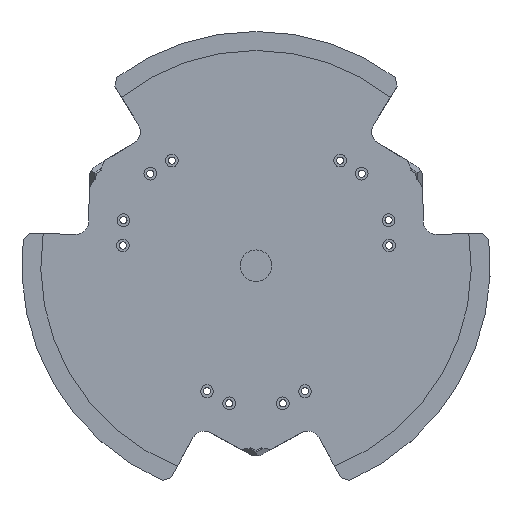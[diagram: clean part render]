
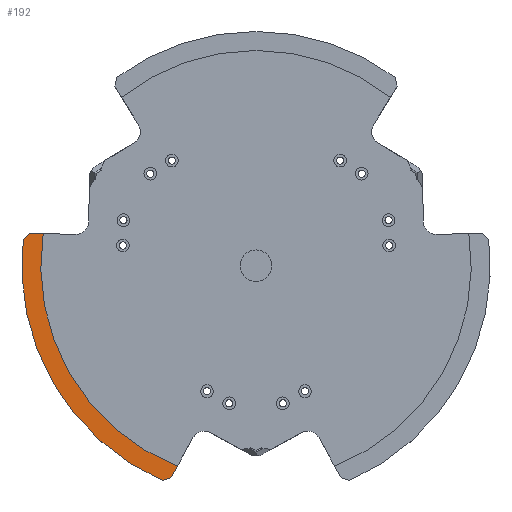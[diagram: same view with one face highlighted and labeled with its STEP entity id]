
A CAD part, top view. The second image highlights one B-rep face of the part: STEP entity #192.
In plain terms, the highlighted planar face has unit normal (0, 0, 1).
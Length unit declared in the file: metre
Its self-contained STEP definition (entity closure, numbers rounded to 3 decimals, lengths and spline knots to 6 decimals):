
#192=ADVANCED_FACE('0:7211',(#622),#623,.F.);
#622=FACE_OUTER_BOUND('',#1297,.T.);
#623=PLANE('',#1298);
#1297=EDGE_LOOP('',(#2684,#2685,#2686,#2687,#2688,#2689));
#1298=AXIS2_PLACEMENT_3D('',#2690,#2691,#2692);
#2684=ORIENTED_EDGE('',*,*,#4975,.T.);
#2685=ORIENTED_EDGE('',*,*,#4976,.T.);
#2686=ORIENTED_EDGE('',*,*,#4963,.T.);
#2687=ORIENTED_EDGE('',*,*,#4977,.T.);
#2688=ORIENTED_EDGE('',*,*,#4978,.T.);
#2689=ORIENTED_EDGE('',*,*,#4970,.F.);
#2690=CARTESIAN_POINT('',(0.0,0.0,-0.005));
#2691=DIRECTION('',(0.0,0.0,-1.0));
#2692=DIRECTION('',(0.0,-1.0,0.0));
#4963=EDGE_CURVE('0:8639',#6270,#6271,#6272,.T.);
#4970=EDGE_CURVE('0:8660',#6280,#6282,#6283,.T.);
#4975=EDGE_CURVE('0:8675',#6280,#6290,#6291,.T.);
#4976=EDGE_CURVE('0:8678',#6290,#6270,#6292,.T.);
#4977=EDGE_CURVE('0:8681',#6271,#6293,#6294,.T.);
#4978=EDGE_CURVE('0:8684',#6293,#6282,#6295,.T.);
#6270=VERTEX_POINT('NONE',#8115);
#6271=VERTEX_POINT('NONE',#8116);
#6272=CIRCLE('',#8117,0.136);
#6280=VERTEX_POINT('NONE',#8129);
#6282=VERTEX_POINT('NONE',#8132);
#6283=CIRCLE('',#8133,0.148);
#6290=VERTEX_POINT('NONE',#8143);
#6291=LINE('',#8144,#8145);
#6292=LINE('',#8146,#8147);
#6293=VERTEX_POINT('NONE',#8148);
#6294=LINE('',#8149,#8150);
#6295=LINE('',#8151,#8152);
#8115=CARTESIAN_POINT('',(-0.049658,-0.12661,-0.005));
#8116=CARTESIAN_POINT('',(-0.134476,0.0203,-0.005));
#8117=AXIS2_PLACEMENT_3D('',#9813,#9814,#9815);
#8129=CARTESIAN_POINT('',(-0.059162,-0.135661,-0.005));
#8132=CARTESIAN_POINT('',(-0.147067,0.016594,-0.005));
#8133=AXIS2_PLACEMENT_3D('',#9824,#9825,#9826);
#8143=CARTESIAN_POINT('',(-0.053734,-0.134069,-0.005));
#8144=CARTESIAN_POINT('',(0.031946,-0.108945,-0.005));
#8145=VECTOR('',#9833,1.0);
#8146=CARTESIAN_POINT('',(0.015044,-0.008222,-0.005));
#8147=VECTOR('',#9834,1.0);
#8148=CARTESIAN_POINT('',(-0.142974,0.0205,-0.005));
#8149=CARTESIAN_POINT('',(0.000402,0.017139,-0.005));
#8150=VECTOR('',#9835,1.0);
#8151=CARTESIAN_POINT('',(-0.078376,0.082139,-0.005));
#8152=VECTOR('',#9836,1.0);
#9813=CARTESIAN_POINT('',(0.0,0.0,-0.005));
#9814=DIRECTION('',(0.0,0.0,-1.0));
#9815=DIRECTION('',(0.0,1.0,0.0));
#9824=CARTESIAN_POINT('',(0.0,0.0,-0.005));
#9825=DIRECTION('',(0.0,0.0,-1.0));
#9826=DIRECTION('',(0.0,1.0,0.0));
#9833=DIRECTION('',(0.96,0.281,0.0));
#9834=DIRECTION('',(0.48,0.878,0.0));
#9835=DIRECTION('',(-1.,0.023,0.0));
#9836=DIRECTION('',(-0.723,-0.69,0.0));
